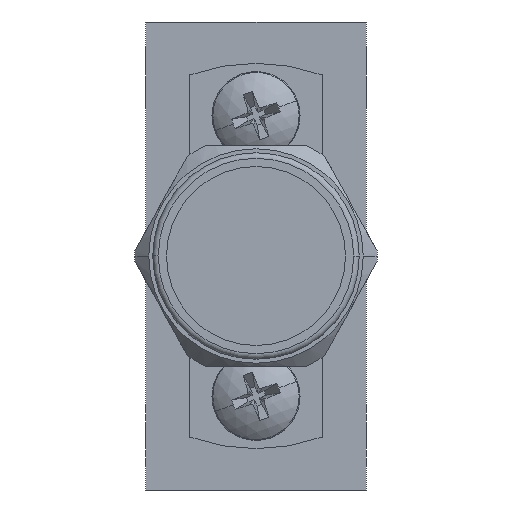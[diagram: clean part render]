
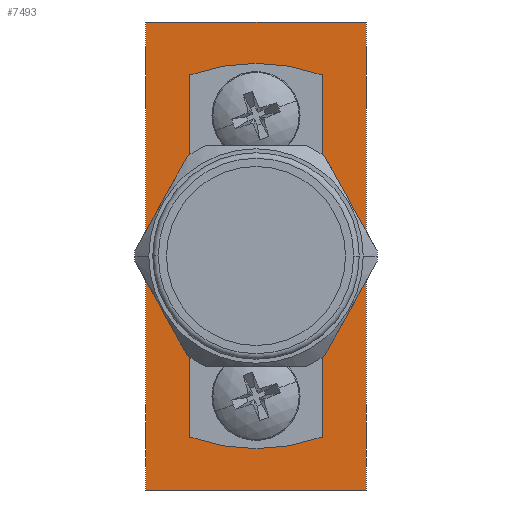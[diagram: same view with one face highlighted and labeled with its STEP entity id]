
A CAD part, left-side view. The second image highlights one B-rep face of the part: STEP entity #7493.
In plain terms, the highlighted planar face has unit normal (-1, 0, 0).
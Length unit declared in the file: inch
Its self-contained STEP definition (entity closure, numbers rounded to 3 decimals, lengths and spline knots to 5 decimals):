
#18 = CARTESIAN_POINT ( 'NONE',  ( -1.75465, -0.08858, 0. ) ) ;
#22 = EDGE_CURVE ( 'NONE', #1379, #343, #4454, .T. ) ;
#74 = EDGE_LOOP ( 'NONE', ( #5689, #10238, #6277, #1448 ) ) ;
#77 = DIRECTION ( 'NONE',  ( 0., 0., -1. ) ) ;
#257 = VECTOR ( 'NONE', #8509, 39.37008 ) ;
#303 = CIRCLE ( 'NONE', #8930, 0.08858 ) ;
#343 = VERTEX_POINT ( 'NONE', #1518 ) ;
#501 = CIRCLE ( 'NONE', #8757, 0.0315 ) ;
#511 = CARTESIAN_POINT ( 'NONE',  ( -1.75465, -0.02955, 0.21169 ) ) ;
#561 = CARTESIAN_POINT ( 'NONE',  ( -1.75465, 0., 0.20079 ) ) ;
#659 = VERTEX_POINT ( 'NONE', #511 ) ;
#981 = EDGE_CURVE ( 'NONE', #5873, #343, #10400, .T. ) ;
#1161 = CARTESIAN_POINT ( 'NONE',  ( -1.75465, 0.15748, -0.33465 ) ) ;
#1379 = VERTEX_POINT ( 'NONE', #1161 ) ;
#1396 = CIRCLE ( 'NONE', #8223, 0.08858 ) ;
#1401 = VERTEX_POINT ( 'NONE', #1963 ) ;
#1448 = ORIENTED_EDGE ( 'NONE', *, *, #9821, .T. ) ;
#1499 = DIRECTION ( 'NONE',  ( -1., 0., 0. ) ) ;
#1518 = CARTESIAN_POINT ( 'NONE',  ( -1.75465, -0.15748, -0.33465 ) ) ;
#1593 = ORIENTED_EDGE ( 'NONE', *, *, #6338, .F. ) ;
#1655 = DIRECTION ( 'NONE',  ( 0., 0., 1. ) ) ;
#1746 = DIRECTION ( 'NONE',  ( 1., 0., 0. ) ) ;
#1963 = CARTESIAN_POINT ( 'NONE',  ( -1.75465, -0.02955, -0.18988 ) ) ;
#2176 = ORIENTED_EDGE ( 'NONE', *, *, #3177, .F. ) ;
#2257 = EDGE_CURVE ( 'NONE', #1401, #8526, #4685, .T. ) ;
#2669 = CARTESIAN_POINT ( 'NONE',  ( -1.75465, -0.15748, 0.33465 ) ) ;
#2674 = ORIENTED_EDGE ( 'NONE', *, *, #8453, .T. ) ;
#2716 = CARTESIAN_POINT ( 'NONE',  ( -1.75465, 3.73004, 0.33465 ) ) ;
#2875 = VERTEX_POINT ( 'NONE', #4692 ) ;
#3034 = CARTESIAN_POINT ( 'NONE',  ( -1.75465, 0., -0.20079 ) ) ;
#3121 = VECTOR ( 'NONE', #5409, 39.37008 ) ;
#3177 = EDGE_CURVE ( 'NONE', #659, #2875, #501, .T. ) ;
#3215 = VERTEX_POINT ( 'NONE', #5351 ) ;
#3272 = DIRECTION ( 'NONE',  ( -1., 0., 0. ) ) ;
#3345 = ORIENTED_EDGE ( 'NONE', *, *, #9385, .T. ) ;
#3400 = DIRECTION ( 'NONE',  ( 0., -1., 0. ) ) ;
#3429 = ORIENTED_EDGE ( 'NONE', *, *, #8002, .F. ) ;
#3452 = VERTEX_POINT ( 'NONE', #6737 ) ;
#3614 = VERTEX_POINT ( 'NONE', #18 ) ;
#3704 = EDGE_LOOP ( 'NONE', ( #2674, #3345 ) ) ;
#3865 = DIRECTION ( 'NONE',  ( 0., 0., 1. ) ) ;
#3967 = DIRECTION ( 'NONE',  ( -1., 0., 0. ) ) ;
#4454 = LINE ( 'NONE', #6083, #3121 ) ;
#4685 = CIRCLE ( 'NONE', #6098, 0.0315 ) ;
#4692 = CARTESIAN_POINT ( 'NONE',  ( -1.75465, 0.02955, 0.18988 ) ) ;
#4805 = CIRCLE ( 'NONE', #9111, 0.0315 ) ;
#5096 = CARTESIAN_POINT ( 'NONE',  ( -1.75465, 0.15748, 0.33465 ) ) ;
#5351 = CARTESIAN_POINT ( 'NONE',  ( -1.75465, 0.08858, 0. ) ) ;
#5409 = DIRECTION ( 'NONE',  ( 0., -1., 0. ) ) ;
#5588 = PLANE ( 'NONE',  #7108 ) ;
#5689 = ORIENTED_EDGE ( 'NONE', *, *, #22, .T. ) ;
#5743 = CARTESIAN_POINT ( 'NONE',  ( -1.75465, 0., -0.20079 ) ) ;
#5773 = CARTESIAN_POINT ( 'NONE',  ( -1.75465, 0., 0.20079 ) ) ;
#5873 = VERTEX_POINT ( 'NONE', #6878 ) ;
#5948 = CARTESIAN_POINT ( 'NONE',  ( -1.75465, 0.02955, -0.21169 ) ) ;
#6083 = CARTESIAN_POINT ( 'NONE',  ( -1.75465, 3.73004, -0.33465 ) ) ;
#6098 = AXIS2_PLACEMENT_3D ( 'NONE', #5743, #6478, #3865 ) ;
#6163 = DIRECTION ( 'NONE',  ( -1., 0., 0. ) ) ;
#6193 = EDGE_LOOP ( 'NONE', ( #8811, #1593 ) ) ;
#6194 = CARTESIAN_POINT ( 'NONE',  ( -1.75465, 0., 0. ) ) ;
#6277 = ORIENTED_EDGE ( 'NONE', *, *, #7984, .F. ) ;
#6338 = EDGE_CURVE ( 'NONE', #8526, #1401, #10156, .T. ) ;
#6478 = DIRECTION ( 'NONE',  ( -1., 0., 0. ) ) ;
#6487 = FACE_BOUND ( 'NONE', #6193, .T. ) ;
#6737 = CARTESIAN_POINT ( 'NONE',  ( -1.75465, 0.15748, 0.33465 ) ) ;
#6739 = AXIS2_PLACEMENT_3D ( 'NONE', #3034, #3272, #1655 ) ;
#6878 = CARTESIAN_POINT ( 'NONE',  ( -1.75465, -0.15748, 0.33465 ) ) ;
#6901 = CARTESIAN_POINT ( 'NONE',  ( -1.75465, 0., 0. ) ) ;
#7108 = AXIS2_PLACEMENT_3D ( 'NONE', #2716, #6163, #9079 ) ;
#7359 = DIRECTION ( 'NONE',  ( 0., 1., 0. ) ) ;
#7413 = DIRECTION ( 'NONE',  ( 0., 0., 1. ) ) ;
#7470 = VECTOR ( 'NONE', #9281, 39.37008 ) ;
#7493 = ADVANCED_FACE ( 'NONE', ( #9136, #9970, #6487, #10767 ), #5588, .T. ) ;
#7524 = EDGE_LOOP ( 'NONE', ( #2176, #3429 ) ) ;
#7984 = EDGE_CURVE ( 'NONE', #3452, #5873, #10919, .T. ) ;
#8002 = EDGE_CURVE ( 'NONE', #2875, #659, #4805, .T. ) ;
#8223 = AXIS2_PLACEMENT_3D ( 'NONE', #6194, #9631, #7359 ) ;
#8253 = CARTESIAN_POINT ( 'NONE',  ( -1.75465, 3.73004, 0.33465 ) ) ;
#8453 = EDGE_CURVE ( 'NONE', #3215, #3614, #1396, .T. ) ;
#8509 = DIRECTION ( 'NONE',  ( 0., 0., -1. ) ) ;
#8526 = VERTEX_POINT ( 'NONE', #5948 ) ;
#8577 = DIRECTION ( 'NONE',  ( 0., 0., 1. ) ) ;
#8757 = AXIS2_PLACEMENT_3D ( 'NONE', #561, #3967, #7413 ) ;
#8811 = ORIENTED_EDGE ( 'NONE', *, *, #2257, .F. ) ;
#8930 = AXIS2_PLACEMENT_3D ( 'NONE', #6901, #1746, #3400 ) ;
#9056 = VECTOR ( 'NONE', #77, 39.37008 ) ;
#9079 = DIRECTION ( 'NONE',  ( 0., 0., 1. ) ) ;
#9111 = AXIS2_PLACEMENT_3D ( 'NONE', #5773, #1499, #8577 ) ;
#9136 = FACE_OUTER_BOUND ( 'NONE', #74, .T. ) ;
#9281 = DIRECTION ( 'NONE',  ( 0., -1., 0. ) ) ;
#9370 = LINE ( 'NONE', #5096, #257 ) ;
#9385 = EDGE_CURVE ( 'NONE', #3614, #3215, #303, .T. ) ;
#9631 = DIRECTION ( 'NONE',  ( 1., 0., 0. ) ) ;
#9821 = EDGE_CURVE ( 'NONE', #3452, #1379, #9370, .T. ) ;
#9970 = FACE_BOUND ( 'NONE', #7524, .T. ) ;
#10156 = CIRCLE ( 'NONE', #6739, 0.0315 ) ;
#10238 = ORIENTED_EDGE ( 'NONE', *, *, #981, .F. ) ;
#10400 = LINE ( 'NONE', #2669, #9056 ) ;
#10767 = FACE_BOUND ( 'NONE', #3704, .T. ) ;
#10919 = LINE ( 'NONE', #8253, #7470 ) ;
